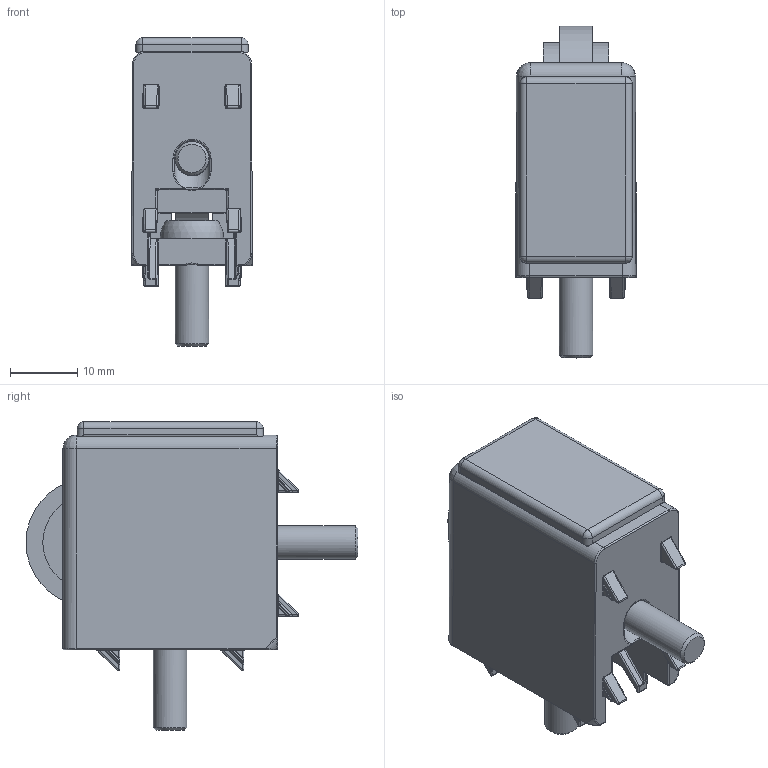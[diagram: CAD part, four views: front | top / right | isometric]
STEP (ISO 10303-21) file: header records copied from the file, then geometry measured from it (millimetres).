
FILE_DESCRIPTION(('STEP AP203'),'1');
FILE_NAME('SAFE08E3901.stp','2023-12-11T15:16:09',(' '),(' '),'Spatial InterOp 3D',' ',' ');
FILE_SCHEMA(('CONFIG_CONTROL_DESIGN'));
Length unit declared in the file: millimetre
Products named in the file (12): Kit roulette pour fixation d'angle 8 32x18; SAFE08E3901-Kit roulette pour fixation d'angle 8 32x18 6; SAFE08E3901-Kit roulette pour fixation d'angle 8 32x18 5; SAFE08E3901-Kit roulette pour fixation d'angle 8 32x18 4; SAFE08E3901-Kit roulette pour fixation d'angle 8 32x18 3; SAFE08E3901-Kit roulette pour fixation d'angle 8 32x18 2; SAFE08E3901-Kit roulette pour fixation d'angle 8 32x18 1; SAFE08E3901-Kit roulette pour fixation d'angle 8 32x18 0; Boitier roulette 32x18; Fixation d'angle 8 32x18; Vis BHC - M5x16; Raccord fixation d'angle 8 32x18
Assembly tree (2 placements, depth 2):
  Kit roulette pour fixation d'angle 8 32x18
  SAFE08E3901-Kit roulette pour fixation d'angle 8 32x18 6
  SAFE08E3901-Kit roulette pour fixation d'angle 8 32x18 5
  SAFE08E3901-Kit roulette pour fixation d'angle 8 32x18 4
  SAFE08E3901-Kit roulette pour fixation d'angle 8 32x18 3
Bounding box: 17.98 x 49.5 x 46 mm (x, y, z)
Volume: 14917.4 mm3; surface area: 14194.5 mm2
Topology: 10 solids, 10 shells, 1142 faces, 2732 edges, 1558 vertices
Faces by surface type: cylinder 395, bspline 339, plane 241, revolution 141, cone 24, sphere 2
Full cylindrical faces by diameter (mm): 2.9 x1, 3 x3, 5 x4, 14 x2, 19 x1
Entity records: 42620 total; most frequent: CARTESIAN_POINT 18254, ORIENTED_EDGE 5226, DIRECTION 3702, EDGE_CURVE 2613, VERTEX_POINT 1535, AXIS2_PLACEMENT_3D 1338, EDGE_LOOP 1178, FACE_OUTER_BOUND 1142
